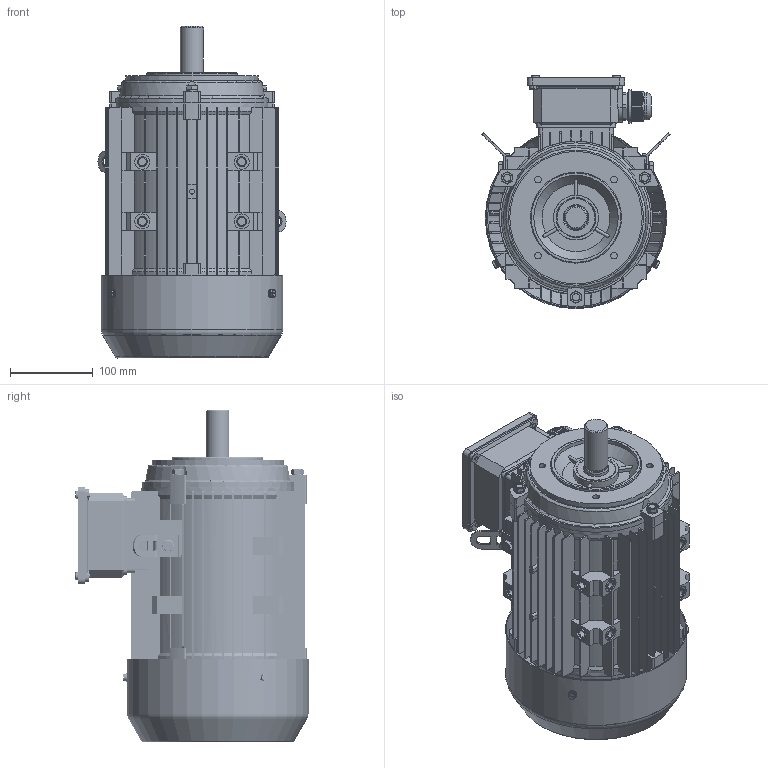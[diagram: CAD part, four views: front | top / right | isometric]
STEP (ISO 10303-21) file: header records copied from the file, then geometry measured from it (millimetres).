
FILE_DESCRIPTION(/* description */ (''),/* implementation_level */ '2;1');
FILE_NAME(/* name */ 'JL-112-B14A.stp',/* time_stamp */ '2018-12-30T14:55:34+08:00',/* author */ (''),/* organization */ (''),/* preprocessor_version */ 'ST-DEVELOPER v16.7',/* originating_system */ 'SIEMENS PLM Software NX 12.0',/* authorisation */ '');
FILE_SCHEMA (('AP203_CONFIGURATION_CONTROLLED_3D_DESIGN_OF_MECHANICAL_PARTS_AND_ASSEMBLIES_MIM_LF { 1 0 10303 403 2 1 2}'));
Products named in the file (1): JL-112-B14A
Bounding box: 227.33 x 281.5 x 401 mm (x, y, z)
Volume: 2087220.6 mm3; surface area: 1200021.3 mm2
Topology: 50 solids, 50 shells, 4545 faces, 12828 edges, 8537 vertices
Faces by surface type: plane 2771, cylinder 1417, torus 167, cone 166, bspline 24
Full cylindrical faces by diameter (mm): 2 x4, 4.48 x8, 4.8 x10, 5 x32, 5.3 x4, 5.8 x14, 6 x1, 7.188 x6, 8 x19, 8.58 x2, 9.1 x6, 10 x26, 11 x2, 12 x16, 14.785 x2, 16 x4, 18 x16, 20.9 x2, 24.7 x4, 25 x2, 26 x2, 27 x1, 28 x1, 28.2 x2, 29 x2, 29.45 x12, 30 x16, 30.4 x12, 31.35 x12, 32 x10
Entity records: 158815 total; most frequent: CARTESIAN_POINT 44635, ORIENTED_EDGE 24238, DIRECTION 22299, EDGE_CURVE 12119, VERTEX_POINT 8239, AXIS2_PLACEMENT_3D 7565, LINE 7169, VECTOR 7169
